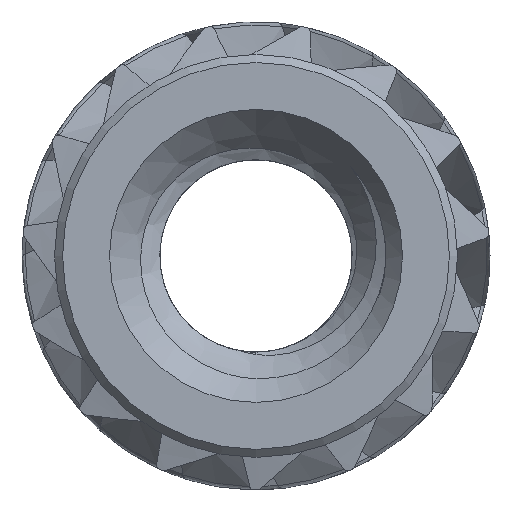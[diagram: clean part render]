
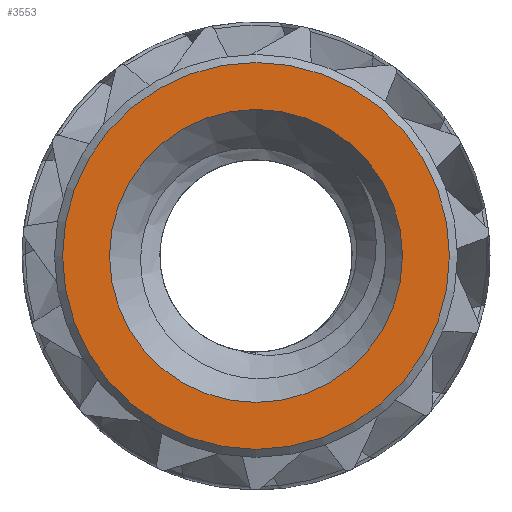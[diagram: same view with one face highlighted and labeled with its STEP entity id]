
A CAD part, front view. The second image highlights one B-rep face of the part: STEP entity #3553.
In plain terms, the highlighted planar face has unit normal (0, -1, 0).
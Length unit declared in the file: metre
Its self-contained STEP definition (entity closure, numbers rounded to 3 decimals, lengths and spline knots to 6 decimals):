
#199=PLANE('',#3771);
#502=CIRCLE('',#3772,0.001488);
#503=CIRCLE('',#3773,0.001127);
#711=ORIENTED_EDGE('',*,*,#1933,.T.);
#712=ORIENTED_EDGE('',*,*,#1934,.F.);
#1933=EDGE_CURVE('',#2543,#2543,#502,.T.);
#1934=EDGE_CURVE('',#2544,#2544,#503,.T.);
#2543=VERTEX_POINT('',#6013);
#2544=VERTEX_POINT('',#6015);
#3085=EDGE_LOOP('',(#711));
#3086=EDGE_LOOP('',(#712));
#3301=FACE_BOUND('',#3085,.T.);
#3302=FACE_BOUND('',#3086,.T.);
#3553=ADVANCED_FACE('',(#3301,#3302),#199,.T.);
#3771=AXIS2_PLACEMENT_3D('',#6011,#3994,#3995);
#3772=AXIS2_PLACEMENT_3D('',#6012,#3996,#3997);
#3773=AXIS2_PLACEMENT_3D('',#6014,#3998,#3999);
#3994=DIRECTION('',(0.,-1.,0.));
#3995=DIRECTION('',(1.,0.,0.));
#3996=DIRECTION('',(0.,-1.,0.));
#3997=DIRECTION('',(1.,0.,0.));
#3998=DIRECTION('',(0.,-1.,0.));
#3999=DIRECTION('',(0.,0.,-1.));
#6011=CARTESIAN_POINT('',(0.00155,-0.002,0.));
#6012=CARTESIAN_POINT('',(0.,-0.002,0.));
#6013=CARTESIAN_POINT('',(0.001488,-0.002,0.));
#6014=CARTESIAN_POINT('',(0.,-0.002,0.));
#6015=CARTESIAN_POINT('',(0.,-0.002,-0.001127));
